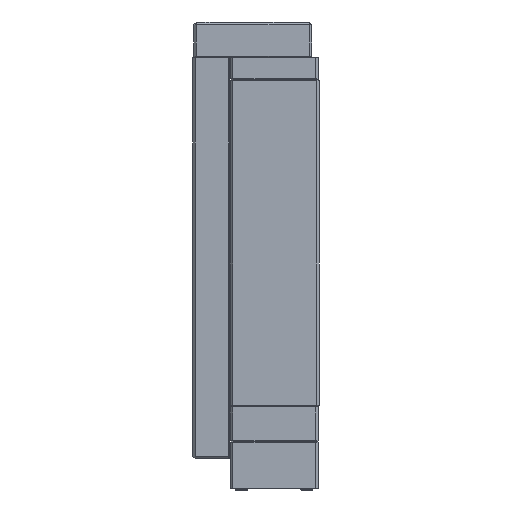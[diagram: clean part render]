
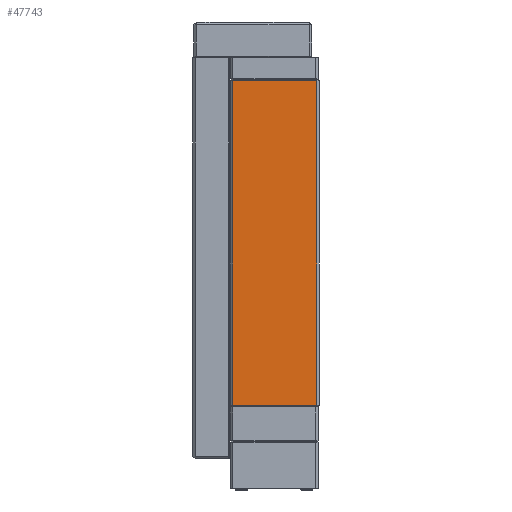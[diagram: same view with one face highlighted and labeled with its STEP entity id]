
A CAD part, left-side view. The second image highlights one B-rep face of the part: STEP entity #47743.
In plain terms, the highlighted planar face has unit normal (-1, 0, 0).
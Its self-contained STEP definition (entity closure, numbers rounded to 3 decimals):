
#1143 = VERTEX_POINT ( 'NONE', #22398 ) ;
#1595 = AXIS2_PLACEMENT_3D ( 'NONE', #12664, #50051, #17865 ) ;
#2218 = EDGE_CURVE ( 'NONE', #57310, #11669, #24578, .T. ) ;
#5059 = VECTOR ( 'NONE', #48812, 1000. ) ;
#6156 = ORIENTED_EDGE ( 'NONE', *, *, #6431, .T. ) ;
#6302 = CARTESIAN_POINT ( 'NONE',  ( -17.5, -17., -64.7 ) ) ;
#6431 = EDGE_CURVE ( 'NONE', #1143, #57310, #9617, .T. ) ;
#9617 = LINE ( 'NONE', #47022, #59127 ) ;
#11669 = VERTEX_POINT ( 'NONE', #57541 ) ;
#12664 = CARTESIAN_POINT ( 'NONE',  ( -17.5, 17.5, 65. ) ) ;
#15077 = CARTESIAN_POINT ( 'NONE',  ( -17.5, -17., 65. ) ) ;
#17865 = DIRECTION ( 'NONE',  ( 0., 1., 0. ) ) ;
#19706 = CARTESIAN_POINT ( 'NONE',  ( -17.5, 16.5, 65. ) ) ;
#21978 = VECTOR ( 'NONE', #38673, 1000. ) ;
#22398 = CARTESIAN_POINT ( 'NONE',  ( -17.5, -17., 64.7 ) ) ;
#24578 = LINE ( 'NONE', #19706, #5059 ) ;
#25304 = VERTEX_POINT ( 'NONE', #6302 ) ;
#26145 = FACE_OUTER_BOUND ( 'NONE', #56191, .T. ) ;
#26891 = LINE ( 'NONE', #45609, #40336 ) ;
#27051 = PLANE ( 'NONE',  #1595 ) ;
#28333 = DIRECTION ( 'NONE',  ( 0., 1., 0. ) ) ;
#33812 = ORIENTED_EDGE ( 'NONE', *, *, #39069, .T. ) ;
#35381 = EDGE_CURVE ( 'NONE', #11669, #25304, #26891, .T. ) ;
#37072 = ORIENTED_EDGE ( 'NONE', *, *, #35381, .T. ) ;
#38673 = DIRECTION ( 'NONE',  ( 0., 0., 1. ) ) ;
#39069 = EDGE_CURVE ( 'NONE', #25304, #1143, #39822, .T. ) ;
#39822 = LINE ( 'NONE', #15077, #21978 ) ;
#40336 = VECTOR ( 'NONE', #45301, 1000. ) ;
#45301 = DIRECTION ( 'NONE',  ( 0., -1., 0. ) ) ;
#45609 = CARTESIAN_POINT ( 'NONE',  ( -17.5, 17.5, -64.7 ) ) ;
#47022 = CARTESIAN_POINT ( 'NONE',  ( -17.5, 16.5, 64.7 ) ) ;
#47743 = ADVANCED_FACE ( 'NONE', ( #26145 ), #27051, .F. ) ;
#48812 = DIRECTION ( 'NONE',  ( 0., 0., -1. ) ) ;
#50051 = DIRECTION ( 'NONE',  ( 1., 0., 0. ) ) ;
#56191 = EDGE_LOOP ( 'NONE', ( #58251, #37072, #33812, #6156 ) ) ;
#57310 = VERTEX_POINT ( 'NONE', #58605 ) ;
#57541 = CARTESIAN_POINT ( 'NONE',  ( -17.5, 16.5, -64.7 ) ) ;
#58251 = ORIENTED_EDGE ( 'NONE', *, *, #2218, .T. ) ;
#58605 = CARTESIAN_POINT ( 'NONE',  ( -17.5, 16.5, 64.7 ) ) ;
#59127 = VECTOR ( 'NONE', #28333, 1000. ) ;
